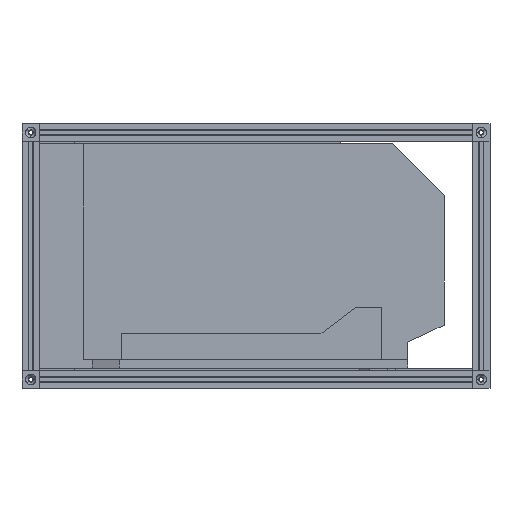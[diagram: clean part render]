
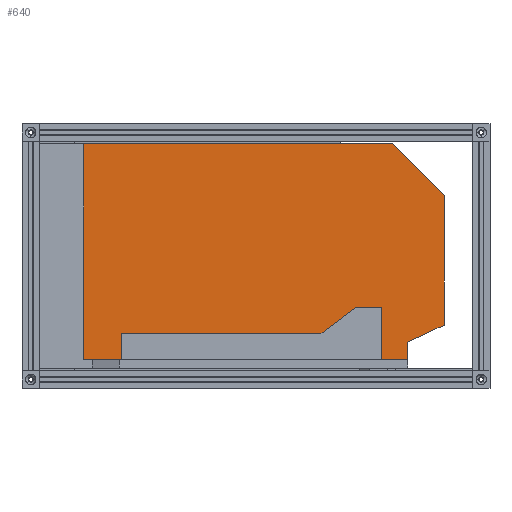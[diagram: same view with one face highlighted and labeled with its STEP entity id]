
A CAD part, front view. The second image highlights one B-rep face of the part: STEP entity #640.
In plain terms, the highlighted planar face has unit normal (0, -1, 0).
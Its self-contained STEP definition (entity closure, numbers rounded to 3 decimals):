
#252=CARTESIAN_POINT('',(215.,62.035,16.5));
#253=VERTEX_POINT('',#252);
#260=CARTESIAN_POINT('',(200.,62.035,16.5));
#261=VERTEX_POINT('',#260);
#262=CARTESIAN_POINT('',(200.,62.035,16.5));
#263=DIRECTION('',(1.,0.,-0.));
#264=VECTOR('',#263,15.);
#265=LINE('',#262,#264);
#266=EDGE_CURVE('',#261,#253,#265,.T.);
#284=CARTESIAN_POINT('',(50.,62.035,16.5));
#285=VERTEX_POINT('',#284);
#292=CARTESIAN_POINT('',(28.,62.035,16.5));
#293=VERTEX_POINT('',#292);
#294=CARTESIAN_POINT('',(28.,62.035,16.5));
#295=DIRECTION('',(1.,0.,-0.));
#296=VECTOR('',#295,22.);
#297=LINE('',#294,#296);
#298=EDGE_CURVE('',#293,#285,#297,.T.);
#422=CARTESIAN_POINT('',(215.,62.035,26.5));
#423=VERTEX_POINT('',#422);
#424=CARTESIAN_POINT('',(215.,62.035,26.5));
#425=DIRECTION('',(0.,0.,-1.));
#426=VECTOR('',#425,10.);
#427=LINE('',#424,#426);
#428=EDGE_CURVE('',#423,#253,#427,.T.);
#537=CARTESIAN_POINT('',(236.,62.035,36.375));
#538=VERTEX_POINT('',#537);
#546=CARTESIAN_POINT('',(236.,62.035,111.));
#547=VERTEX_POINT('',#546);
#554=CARTESIAN_POINT('',(236.,62.035,111.));
#555=DIRECTION('',(0.,0.,-1.));
#556=VECTOR('',#555,74.625);
#557=LINE('',#554,#556);
#558=EDGE_CURVE('',#547,#538,#557,.T.);
#563=CARTESIAN_POINT('',(-0.,62.035,11.5));
#564=DIRECTION('',(0.,-1.,0.));
#565=DIRECTION('',(0.,0.,-1.));
#566=AXIS2_PLACEMENT_3D('',#563,#564,#565);
#567=PLANE('',#566);
#568=CARTESIAN_POINT('',(206.,62.035,141.));
#569=VERTEX_POINT('',#568);
#570=CARTESIAN_POINT('',(236.,62.035,111.));
#571=DIRECTION('',(-0.707,-0.,0.707));
#572=VECTOR('',#571,42.426);
#573=LINE('',#570,#572);
#574=EDGE_CURVE('',#547,#569,#573,.T.);
#575=ORIENTED_EDGE('',*,*,#574,.T.);
#576=CARTESIAN_POINT('',(28.,62.035,141.));
#577=VERTEX_POINT('',#576);
#578=CARTESIAN_POINT('',(206.,62.035,141.));
#579=DIRECTION('',(-1.,-0.,0.));
#580=VECTOR('',#579,178.);
#581=LINE('',#578,#580);
#582=EDGE_CURVE('',#569,#577,#581,.T.);
#583=ORIENTED_EDGE('',*,*,#582,.T.);
#584=CARTESIAN_POINT('',(28.,62.035,141.));
#585=DIRECTION('',(0.,0.,-1.));
#586=VECTOR('',#585,124.5);
#587=LINE('',#584,#586);
#588=EDGE_CURVE('',#577,#293,#587,.T.);
#589=ORIENTED_EDGE('',*,*,#588,.T.);
#590=ORIENTED_EDGE('',*,*,#298,.T.);
#591=CARTESIAN_POINT('',(50.,62.035,31.5));
#592=VERTEX_POINT('',#591);
#593=CARTESIAN_POINT('',(50.,62.035,31.5));
#594=DIRECTION('',(-0.,-0.,-1.));
#595=VECTOR('',#594,15.);
#596=LINE('',#593,#595);
#597=EDGE_CURVE('',#592,#285,#596,.T.);
#598=ORIENTED_EDGE('',*,*,#597,.F.);
#599=CARTESIAN_POINT('',(165.,62.035,31.5));
#600=VERTEX_POINT('',#599);
#601=CARTESIAN_POINT('',(165.,62.035,31.5));
#602=DIRECTION('',(-1.,-0.,0.));
#603=VECTOR('',#602,115.);
#604=LINE('',#601,#603);
#605=EDGE_CURVE('',#600,#592,#604,.T.);
#606=ORIENTED_EDGE('',*,*,#605,.F.);
#607=CARTESIAN_POINT('',(185.,62.035,46.5));
#608=VERTEX_POINT('',#607);
#609=CARTESIAN_POINT('',(185.,62.035,46.5));
#610=DIRECTION('',(-0.8,-0.,-0.6));
#611=VECTOR('',#610,25.);
#612=LINE('',#609,#611);
#613=EDGE_CURVE('',#608,#600,#612,.T.);
#614=ORIENTED_EDGE('',*,*,#613,.F.);
#615=CARTESIAN_POINT('',(200.,62.035,46.5));
#616=VERTEX_POINT('',#615);
#617=CARTESIAN_POINT('',(200.,62.035,46.5));
#618=DIRECTION('',(-1.,-0.,-0.));
#619=VECTOR('',#618,15.);
#620=LINE('',#617,#619);
#621=EDGE_CURVE('',#616,#608,#620,.T.);
#622=ORIENTED_EDGE('',*,*,#621,.F.);
#623=CARTESIAN_POINT('',(200.,62.035,16.5));
#624=DIRECTION('',(0.,0.,1.));
#625=VECTOR('',#624,30.);
#626=LINE('',#623,#625);
#627=EDGE_CURVE('',#261,#616,#626,.T.);
#628=ORIENTED_EDGE('',*,*,#627,.F.);
#629=ORIENTED_EDGE('',*,*,#266,.T.);
#630=ORIENTED_EDGE('',*,*,#428,.F.);
#631=CARTESIAN_POINT('',(236.,62.035,36.375));
#632=DIRECTION('',(-0.905,-0.,-0.426));
#633=VECTOR('',#632,23.206);
#634=LINE('',#631,#633);
#635=EDGE_CURVE('',#538,#423,#634,.T.);
#636=ORIENTED_EDGE('',*,*,#635,.F.);
#637=ORIENTED_EDGE('',*,*,#558,.F.);
#638=EDGE_LOOP('',(#575,#583,#589,#590,#598,#606,#614,#622,#628,#629,#630,#636,#637));
#639=FACE_BOUND('',#638,.T.);
#640=ADVANCED_FACE('',(#639),#567,.T.);
